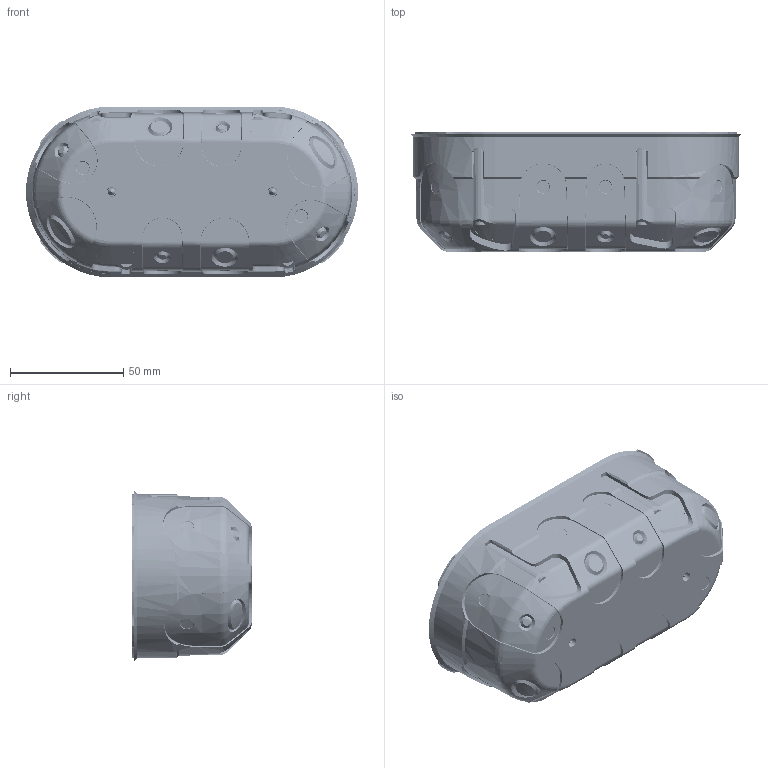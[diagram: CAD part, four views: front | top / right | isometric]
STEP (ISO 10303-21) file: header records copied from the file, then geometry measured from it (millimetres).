
FILE_DESCRIPTION (( 'STEP AP214' ), '1' );
FILE_NAME ('KPZ 68-50_2.STEP', '2024-02-05T05:55:46', ( '' ), ( '' ), 'SwSTEP 2.0', 'SolidWorks 2020', '' );
FILE_SCHEMA (( 'AUTOMOTIVE_DESIGN' ));
Length unit declared in the file: millimetre
Products named in the file (7): základ_napìòovací_2k; Šroub 3x35 dvouchodý; KPZ 68-50_2; Šroub 3x25 dvouchodý; Patka; 2 x BOX - 50 – díl na zaformování_2k; PPN 50_2_2k
Assembly tree (15 placements, depth 2):
  KPZ 68-50_2
    PPN 50_2_2k
    2 x BOX - 50 – díl na zaformování_2k
    základ_napìòovací_2k
    Šroub 3x25 dvouchodý  x4
    Patka  x4
    Šroub 3x35 dvouchodý  x4
Bounding box: 146.4 x 52.5 x 75.4 mm (x, y, z)
Volume: 127292.1 mm3; surface area: 167391.3 mm2
Topology: 15 solids, 17 shells, 5177 faces, 13692 edges, 8857 vertices
Faces by surface type: bspline 1741, plane 1671, cylinder 793, cone 676, torus 280, sphere 16
Entity records: 253857 total; most frequent: CARTESIAN_POINT 160818, ORIENTED_EDGE 23076, DIRECTION 13242, EDGE_CURVE 11538, VERTEX_POINT 7471, EDGE_LOOP 4747, B_SPLINE_CURVE_WITH_KNOTS 4747, AXIS2_PLACEMENT_3D 4468
